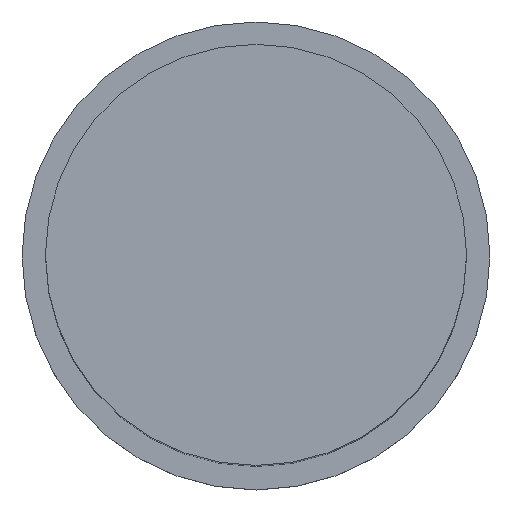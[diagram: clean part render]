
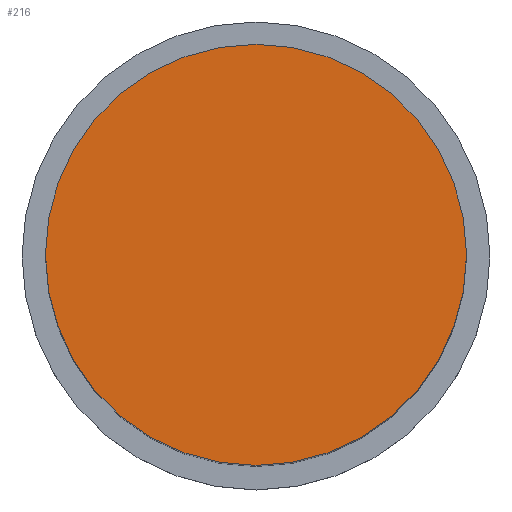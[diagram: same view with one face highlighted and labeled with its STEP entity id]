
A CAD part, top view. The second image highlights one B-rep face of the part: STEP entity #216.
In plain terms, the highlighted planar face has unit normal (0, 0, 1).
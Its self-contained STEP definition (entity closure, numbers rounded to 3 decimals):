
#30=PLANE('',#263);
#47=FACE_OUTER_BOUND('',#71,.T.);
#71=EDGE_LOOP('',(#191));
#103=CIRCLE('',#261,90.);
#119=VERTEX_POINT('',#393);
#143=EDGE_CURVE('',#119,#119,#103,.T.);
#191=ORIENTED_EDGE('',*,*,#143,.F.);
#216=ADVANCED_FACE('',(#47),#30,.F.);
#261=AXIS2_PLACEMENT_3D('',#395,#334,#335);
#263=AXIS2_PLACEMENT_3D('',#397,#338,#339);
#334=DIRECTION('center_axis',(0.,0.,-1.));
#335=DIRECTION('ref_axis',(1.,0.,0.));
#338=DIRECTION('center_axis',(0.,0.,-1.));
#339=DIRECTION('ref_axis',(1.,0.,0.));
#393=CARTESIAN_POINT('',(259.798,0.,-17.));
#395=CARTESIAN_POINT('Origin',(349.798,0.,-17.));
#397=CARTESIAN_POINT('Origin',(349.798,0.,-17.));
